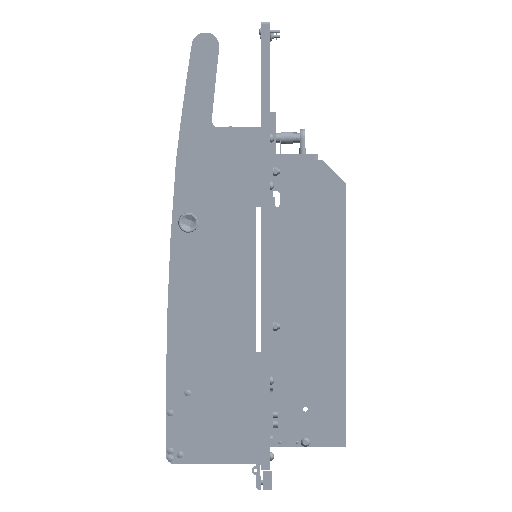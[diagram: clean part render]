
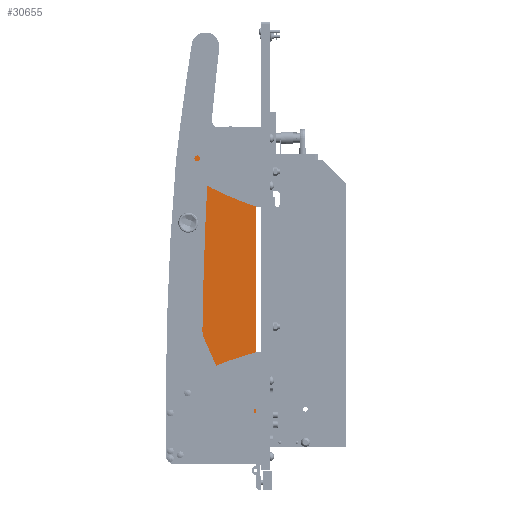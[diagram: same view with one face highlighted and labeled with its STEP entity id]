
A CAD part, left-side view. The second image highlights one B-rep face of the part: STEP entity #30655.
In plain terms, the highlighted face is planar.
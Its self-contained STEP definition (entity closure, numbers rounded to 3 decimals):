
#34 = EDGE_LOOP ( 'NONE', ( #19218, #72883, #35430, #36978, #2983, #78169, #27564, #14125 ) ) ;
#111 = EDGE_CURVE ( 'NONE', #46625, #80462, #37227, .T. ) ;
#1696 = CIRCLE ( 'NONE', #14268, 4. ) ;
#2147 = VECTOR ( 'NONE', #13942, 1000. ) ;
#2213 = DIRECTION ( 'NONE',  ( 0., 0., 1. ) ) ;
#2961 = CARTESIAN_POINT ( 'NONE',  ( 141.5, 0., -5. ) ) ;
#2983 = ORIENTED_EDGE ( 'NONE', *, *, #79507, .F. ) ;
#3476 = ORIENTED_EDGE ( 'NONE', *, *, #10817, .T. ) ;
#5487 = DIRECTION ( 'NONE',  ( -1., 0., 0. ) ) ;
#5503 = AXIS2_PLACEMENT_3D ( 'NONE', #25940, #12804, #13230 ) ;
#5664 = EDGE_CURVE ( 'NONE', #11870, #69155, #1696, .T. ) ;
#5865 = LINE ( 'NONE', #32643, #32158 ) ;
#6492 = CARTESIAN_POINT ( 'NONE',  ( -171.5, 40., -5. ) ) ;
#8133 = CARTESIAN_POINT ( 'NONE',  ( -167.5, -40., -5. ) ) ;
#9134 = DIRECTION ( 'NONE',  ( 0., 1., 0. ) ) ;
#9508 = DIRECTION ( 'NONE',  ( -1., 0., 0. ) ) ;
#10431 = CARTESIAN_POINT ( 'NONE',  ( 167.5, -36., -5. ) ) ;
#10817 = EDGE_CURVE ( 'NONE', #56943, #31655, #32417, .T. ) ;
#11066 = VECTOR ( 'NONE', #9134, 1000. ) ;
#11870 = VERTEX_POINT ( 'NONE', #14602 ) ;
#12574 = DIRECTION ( 'NONE',  ( -1., 0., 0. ) ) ;
#12804 = DIRECTION ( 'NONE',  ( 0., 0., -1. ) ) ;
#13230 = DIRECTION ( 'NONE',  ( -1., 0., 0. ) ) ;
#13712 = CARTESIAN_POINT ( 'NONE',  ( -126.5, 2., -5. ) ) ;
#13942 = DIRECTION ( 'NONE',  ( -1., 0., 0. ) ) ;
#14125 = ORIENTED_EDGE ( 'NONE', *, *, #82854, .T. ) ;
#14268 = AXIS2_PLACEMENT_3D ( 'NONE', #10431, #37137, #42395 ) ;
#14602 = CARTESIAN_POINT ( 'NONE',  ( 171.5, -36., -5. ) ) ;
#16833 = ORIENTED_EDGE ( 'NONE', *, *, #46831, .F. ) ;
#17087 = CARTESIAN_POINT ( 'NONE',  ( -167.5, 36., -5. ) ) ;
#17141 = DIRECTION ( 'NONE',  ( 1., 0., 0. ) ) ;
#18299 = DIRECTION ( 'NONE',  ( -1., 0., 0. ) ) ;
#18714 = CARTESIAN_POINT ( 'NONE',  ( 167.5, 36., -5. ) ) ;
#18794 = AXIS2_PLACEMENT_3D ( 'NONE', #45769, #59265, #12574 ) ;
#19218 = ORIENTED_EDGE ( 'NONE', *, *, #35864, .F. ) ;
#19554 = CIRCLE ( 'NONE', #71113, 4. ) ;
#19695 = VERTEX_POINT ( 'NONE', #71374 ) ;
#21172 = CARTESIAN_POINT ( 'NONE',  ( 147.5, 0., -5. ) ) ;
#22698 = CARTESIAN_POINT ( 'NONE',  ( -167.5, 40., -5. ) ) ;
#22700 = DIRECTION ( 'NONE',  ( 0., 0., -1. ) ) ;
#23513 = EDGE_CURVE ( 'NONE', #31655, #56943, #47378, .T. ) ;
#24550 = VECTOR ( 'NONE', #65025, 1000. ) ;
#25940 = CARTESIAN_POINT ( 'NONE',  ( -171.5, 40., -5. ) ) ;
#27425 = CARTESIAN_POINT ( 'NONE',  ( -134.5, 2., -5. ) ) ;
#27564 = ORIENTED_EDGE ( 'NONE', *, *, #53463, .F. ) ;
#29553 = EDGE_LOOP ( 'NONE', ( #31142, #16833 ) ) ;
#30036 = EDGE_LOOP ( 'NONE', ( #83853, #3476 ) ) ;
#30655 = ADVANCED_FACE ( 'NONE', ( #45170, #71757, #39085 ), #58685, .T. ) ;
#30714 = CARTESIAN_POINT ( 'NONE',  ( -171.5, 36., -5. ) ) ;
#30956 = DIRECTION ( 'NONE',  ( 1., 0., 0. ) ) ;
#31142 = ORIENTED_EDGE ( 'NONE', *, *, #111, .F. ) ;
#31655 = VERTEX_POINT ( 'NONE', #13712 ) ;
#31774 = DIRECTION ( 'NONE',  ( 1., 0., 0. ) ) ;
#32158 = VECTOR ( 'NONE', #31774, 1000. ) ;
#32417 = CIRCLE ( 'NONE', #37955, 4. ) ;
#32589 = AXIS2_PLACEMENT_3D ( 'NONE', #17087, #69913, #37641 ) ;
#32643 = CARTESIAN_POINT ( 'NONE',  ( -171.5, -40., -5. ) ) ;
#33460 = VERTEX_POINT ( 'NONE', #30714 ) ;
#35430 = ORIENTED_EDGE ( 'NONE', *, *, #39864, .F. ) ;
#35436 = LINE ( 'NONE', #82050, #11066 ) ;
#35864 = EDGE_CURVE ( 'NONE', #11870, #49743, #35436, .T. ) ;
#36978 = ORIENTED_EDGE ( 'NONE', *, *, #85856, .T. ) ;
#37137 = DIRECTION ( 'NONE',  ( 0., 0., -1. ) ) ;
#37227 = CIRCLE ( 'NONE', #52490, 3. ) ;
#37641 = DIRECTION ( 'NONE',  ( -1., 0., 0. ) ) ;
#37656 = AXIS2_PLACEMENT_3D ( 'NONE', #57305, #2213, #17141 ) ;
#37955 = AXIS2_PLACEMENT_3D ( 'NONE', #83187, #83635, #30956 ) ;
#39085 = FACE_OUTER_BOUND ( 'NONE', #34, .T. ) ;
#39864 = EDGE_CURVE ( 'NONE', #65739, #69155, #5865, .T. ) ;
#42395 = DIRECTION ( 'NONE',  ( -1., 0., 0. ) ) ;
#45170 = FACE_BOUND ( 'NONE', #29553, .T. ) ;
#45769 = CARTESIAN_POINT ( 'NONE',  ( 144.5, 0., -5. ) ) ;
#46122 = CARTESIAN_POINT ( 'NONE',  ( -167.5, -36., -5. ) ) ;
#46625 = VERTEX_POINT ( 'NONE', #2961 ) ;
#46666 = CARTESIAN_POINT ( 'NONE',  ( -171.5, -40., -5. ) ) ;
#46831 = EDGE_CURVE ( 'NONE', #80462, #46625, #59201, .T. ) ;
#47378 = CIRCLE ( 'NONE', #37656, 4. ) ;
#49547 = EDGE_CURVE ( 'NONE', #33460, #64320, #82664, .T. ) ;
#49743 = VERTEX_POINT ( 'NONE', #54379 ) ;
#52490 = AXIS2_PLACEMENT_3D ( 'NONE', #62354, #22700, #9508 ) ;
#53463 = EDGE_CURVE ( 'NONE', #19695, #64320, #73293, .T. ) ;
#54379 = CARTESIAN_POINT ( 'NONE',  ( 171.5, 36., -5. ) ) ;
#55497 = CIRCLE ( 'NONE', #66666, 4. ) ;
#56943 = VERTEX_POINT ( 'NONE', #27425 ) ;
#57305 = CARTESIAN_POINT ( 'NONE',  ( -130.5, 2., -5. ) ) ;
#58685 = PLANE ( 'NONE',  #5503 ) ;
#59201 = CIRCLE ( 'NONE', #18794, 3. ) ;
#59265 = DIRECTION ( 'NONE',  ( 0., 0., -1. ) ) ;
#59325 = LINE ( 'NONE', #46666, #24550 ) ;
#62245 = DIRECTION ( 'NONE',  ( 0., 0., -1. ) ) ;
#62354 = CARTESIAN_POINT ( 'NONE',  ( 144.5, 0., -5. ) ) ;
#64320 = VERTEX_POINT ( 'NONE', #22698 ) ;
#64884 = DIRECTION ( 'NONE',  ( 0., 0., -1. ) ) ;
#65025 = DIRECTION ( 'NONE',  ( 0., -1., 0. ) ) ;
#65739 = VERTEX_POINT ( 'NONE', #8133 ) ;
#66666 = AXIS2_PLACEMENT_3D ( 'NONE', #18714, #62245, #18299 ) ;
#68135 = VERTEX_POINT ( 'NONE', #71149 ) ;
#69155 = VERTEX_POINT ( 'NONE', #69555 ) ;
#69555 = CARTESIAN_POINT ( 'NONE',  ( 167.5, -40., -5. ) ) ;
#69913 = DIRECTION ( 'NONE',  ( 0., 0., -1. ) ) ;
#71113 = AXIS2_PLACEMENT_3D ( 'NONE', #46122, #64884, #5487 ) ;
#71149 = CARTESIAN_POINT ( 'NONE',  ( -171.5, -36., -5. ) ) ;
#71374 = CARTESIAN_POINT ( 'NONE',  ( 167.5, 40., -5. ) ) ;
#71757 = FACE_BOUND ( 'NONE', #30036, .T. ) ;
#72883 = ORIENTED_EDGE ( 'NONE', *, *, #5664, .T. ) ;
#73293 = LINE ( 'NONE', #6492, #2147 ) ;
#78169 = ORIENTED_EDGE ( 'NONE', *, *, #49547, .T. ) ;
#79507 = EDGE_CURVE ( 'NONE', #33460, #68135, #59325, .T. ) ;
#80462 = VERTEX_POINT ( 'NONE', #21172 ) ;
#82050 = CARTESIAN_POINT ( 'NONE',  ( 171.5, -40., -5. ) ) ;
#82664 = CIRCLE ( 'NONE', #32589, 4. ) ;
#82854 = EDGE_CURVE ( 'NONE', #19695, #49743, #55497, .T. ) ;
#83187 = CARTESIAN_POINT ( 'NONE',  ( -130.5, 2., -5. ) ) ;
#83635 = DIRECTION ( 'NONE',  ( 0., 0., 1. ) ) ;
#83853 = ORIENTED_EDGE ( 'NONE', *, *, #23513, .T. ) ;
#85856 = EDGE_CURVE ( 'NONE', #65739, #68135, #19554, .T. ) ;
